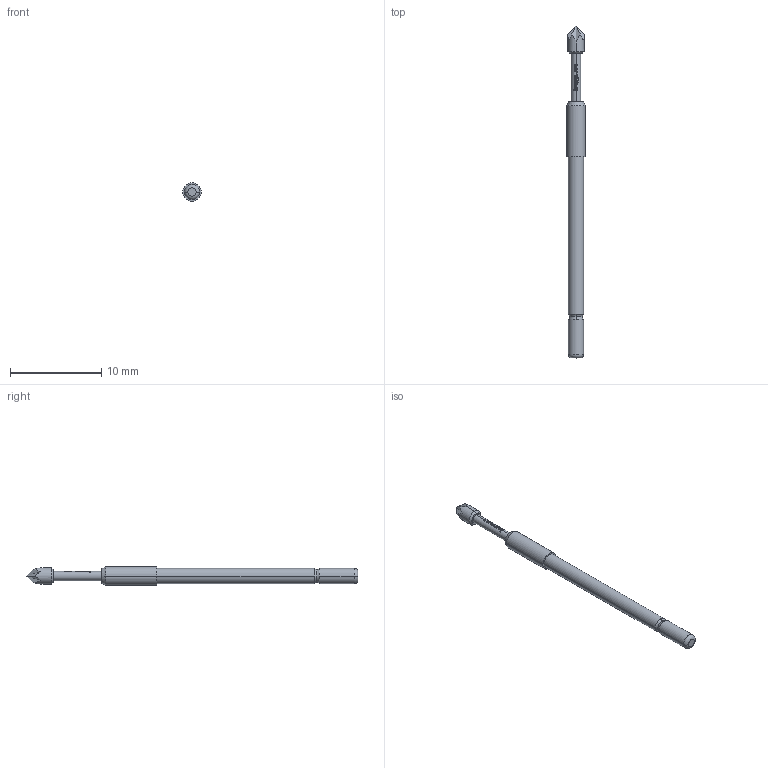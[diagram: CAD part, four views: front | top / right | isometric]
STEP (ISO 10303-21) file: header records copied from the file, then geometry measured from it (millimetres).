
FILE_DESCRIPTION (( 'STEP AP203' ), '1' );
FILE_NAME ('INGUN_GKS-112_217_175_N_xx06.STEP', '2022-01-11T09:15:31', ( 'ochi' ), ( '' ), 'SwSTEP 2.0', 'SolidWorks 2018', '' );
FILE_SCHEMA (( 'CONFIG_CONTROL_DESIGN' ));
Length unit declared in the file: millimetre
Products named in the file (1): INGUN_GKS-112_217_175_N_xx06
Bounding box: 2 x 36.3 x 2 mm (x, y, z)
Volume: 74.5 mm3; surface area: 188.2 mm2
Topology: 1 solids, 1 shells, 117 faces, 314 edges, 203 vertices
Faces by surface type: plane 56, cylinder 29, bspline 22, torus 6, cone 4
Entity records: 4007 total; most frequent: CARTESIAN_POINT 1171, ORIENTED_EDGE 628, DIRECTION 520, EDGE_CURVE 314, AXIS2_PLACEMENT_3D 208, VERTEX_POINT 203, EDGE_LOOP 121, ADVANCED_FACE 117
